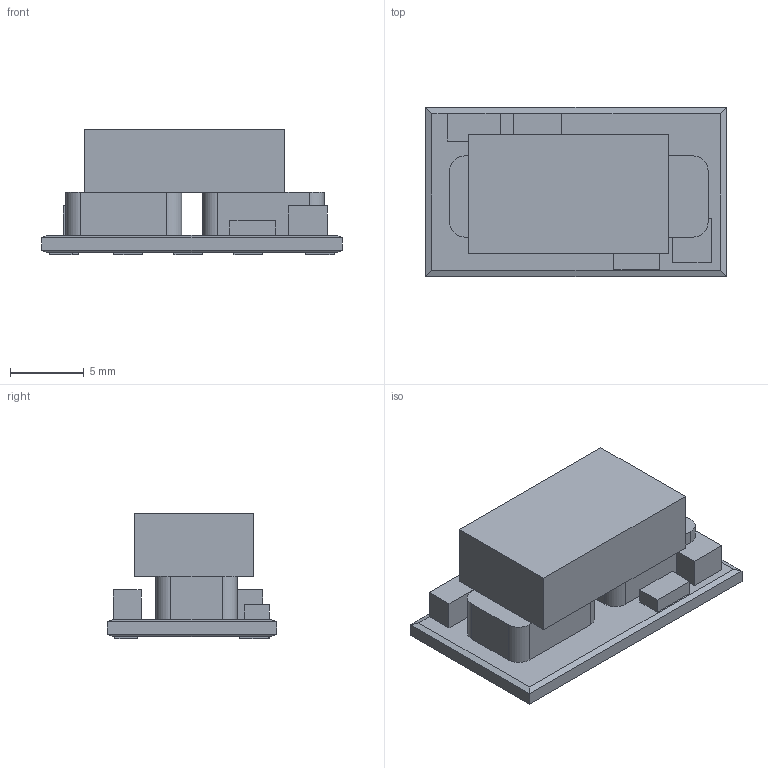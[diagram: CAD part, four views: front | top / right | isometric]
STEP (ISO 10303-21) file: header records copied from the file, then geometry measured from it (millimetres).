
FILE_DESCRIPTION(('FreeCAD Model'),'2;1');
FILE_NAME('555-1245-1-ND.step', '2017-04-03T15:45:47',('kicad StepUp'),('ksu MCAD'), 'Open CASCADE STEP processor 6.8','FreeCAD','Unknown');
FILE_SCHEMA(('AUTOMOTIVE_DESIGN_CC2 { 1 2 10303 214 -1 1 5 4 }'));
Length unit declared in the file: millimetre
Products named in the file (1): 555-1245-1-ND
Bounding box: 20.32 x 11.43 x 8.51 mm (x, y, z)
Volume: 1029.8 mm3; surface area: 1009.3 mm2
Topology: 1 solids, 1 shells, 88 faces, 225 edges, 146 vertices
Faces by surface type: plane 80, cylinder 8
Entity records: 3243 total; most frequent: CARTESIAN_POINT 460, ORIENTED_EDGE 450, DIRECTION 419, EDGE_CURVE 225, LINE 209, VECTOR 209, VERTEX_POINT 146, AXIS2_PLACEMENT_3D 105
